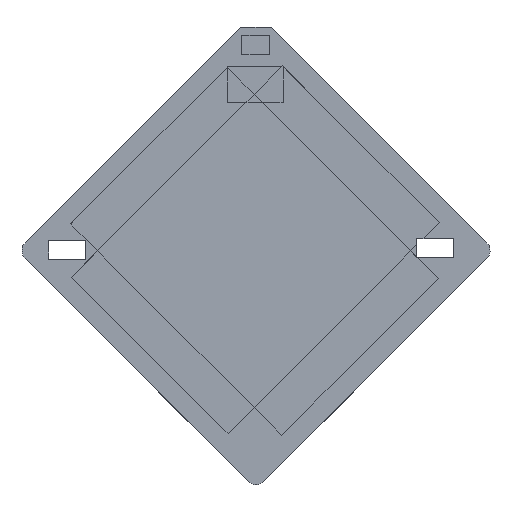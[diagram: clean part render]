
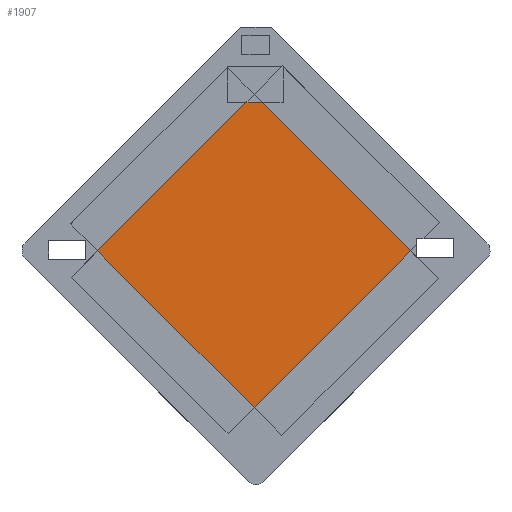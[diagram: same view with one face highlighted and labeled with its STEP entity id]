
A CAD part, top view. The second image highlights one B-rep face of the part: STEP entity #1907.
In plain terms, the highlighted planar face has unit normal (0, 0, 1).
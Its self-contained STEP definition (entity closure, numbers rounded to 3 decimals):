
#779 = VERTEX_POINT('',#780);
#780 = CARTESIAN_POINT('',(-14.925,-13.784,0.6));
#1193 = VERTEX_POINT('',#1194);
#1194 = CARTESIAN_POINT('',(-29.293,0.585,0.6));
#1703 = EDGE_CURVE('',#1193,#779,#1704,.T.);
#1704 = LINE('',#1705,#1706);
#1705 = CARTESIAN_POINT('',(-31.767,3.058,0.6));
#1706 = VECTOR('',#1707,1.);
#1707 = DIRECTION('',(0.707,-0.707,0.));
#1718 = VERTEX_POINT('',#1719);
#1719 = CARTESIAN_POINT('',(-0.556,0.585,0.6));
#1727 = EDGE_CURVE('',#779,#1718,#1728,.T.);
#1728 = LINE('',#1729,#1730);
#1729 = CARTESIAN_POINT('',(-17.329,-16.188,0.6));
#1730 = VECTOR('',#1731,1.);
#1731 = DIRECTION('',(0.707,0.707,0.));
#1811 = VERTEX_POINT('',#1812);
#1812 = CARTESIAN_POINT('',(-14.167,14.195,0.6));
#1818 = EDGE_CURVE('',#1811,#1718,#1819,.T.);
#1819 = LINE('',#1820,#1821);
#1820 = CARTESIAN_POINT('',(-17.398,17.427,0.6));
#1821 = VECTOR('',#1822,1.);
#1822 = DIRECTION('',(0.707,-0.707,0.));
#1869 = EDGE_CURVE('',#1193,#1870,#1872,.T.);
#1870 = VERTEX_POINT('',#1871);
#1871 = CARTESIAN_POINT('',(-15.683,14.195,0.6));
#1872 = LINE('',#1873,#1874);
#1873 = CARTESIAN_POINT('',(-31.697,-1.819,0.6));
#1874 = VECTOR('',#1875,1.);
#1875 = DIRECTION('',(0.707,0.707,0.));
#1907 = ADVANCED_FACE('',(#1908),#1920,.T.);
#1908 = FACE_BOUND('',#1909,.T.);
#1909 = EDGE_LOOP('',(#1910,#1911,#1912,#1913,#1914));
#1910 = ORIENTED_EDGE('',*,*,#1869,.F.);
#1911 = ORIENTED_EDGE('',*,*,#1703,.T.);
#1912 = ORIENTED_EDGE('',*,*,#1727,.T.);
#1913 = ORIENTED_EDGE('',*,*,#1818,.F.);
#1914 = ORIENTED_EDGE('',*,*,#1915,.F.);
#1915 = EDGE_CURVE('',#1870,#1811,#1916,.T.);
#1916 = LINE('',#1917,#1918);
#1917 = CARTESIAN_POINT('',(-17.377,14.195,0.6));
#1918 = VECTOR('',#1919,1.);
#1919 = DIRECTION('',(1.,0.,0.));
#1920 = PLANE('',#1921);
#1921 = AXIS2_PLACEMENT_3D('',#1922,#1923,#1924);
#1922 = CARTESIAN_POINT('',(-31.697,-1.819,0.6));
#1923 = DIRECTION('',(0.,0.,1.));
#1924 = DIRECTION('',(0.707,-0.707,0.));
